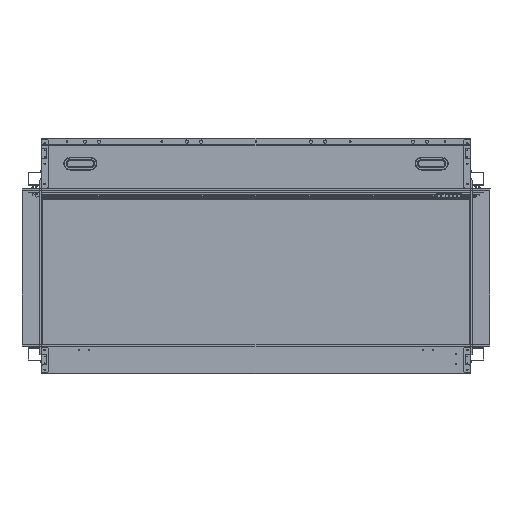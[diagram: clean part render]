
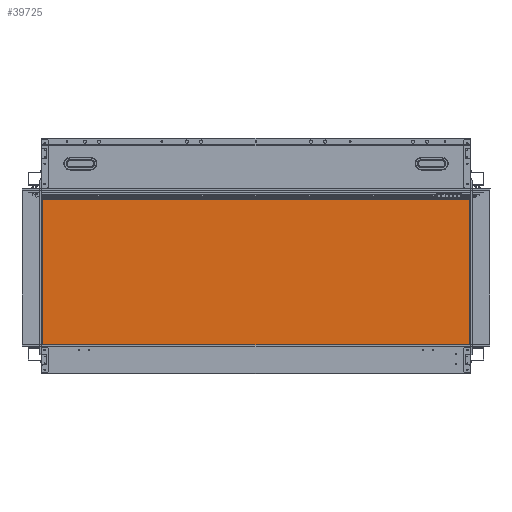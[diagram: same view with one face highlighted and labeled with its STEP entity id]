
A CAD part, top view. The second image highlights one B-rep face of the part: STEP entity #39725.
In plain terms, the highlighted planar face has unit normal (0, 0, 1).
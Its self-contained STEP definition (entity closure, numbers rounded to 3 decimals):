
#2425 = ORIENTED_EDGE ( 'NONE', *, *, #61331, .T. ) ;
#4470 = VERTEX_POINT ( 'NONE', #35375 ) ;
#4804 = VECTOR ( 'NONE', #54194, 1000. ) ;
#6312 = EDGE_LOOP ( 'NONE', ( #58886, #27990, #8600, #2425 ) ) ;
#8600 = ORIENTED_EDGE ( 'NONE', *, *, #22499, .T. ) ;
#10536 = VECTOR ( 'NONE', #45657, 1000. ) ;
#12108 = LINE ( 'NONE', #36479, #10536 ) ;
#14253 = LINE ( 'NONE', #48427, #36532 ) ;
#17316 = VERTEX_POINT ( 'NONE', #21625 ) ;
#19256 = CARTESIAN_POINT ( 'NONE',  ( -634., 516.9, 330. ) ) ;
#19324 = DIRECTION ( 'NONE',  ( 1., 0., 0. ) ) ;
#20630 = LINE ( 'NONE', #58335, #4804 ) ;
#21074 = EDGE_CURVE ( 'NONE', #4470, #49290, #12108, .T. ) ;
#21625 = CARTESIAN_POINT ( 'NONE',  ( -634., 77.5, 330. ) ) ;
#21669 = DIRECTION ( 'NONE',  ( 0., 0., 1. ) ) ;
#22499 = EDGE_CURVE ( 'NONE', #47586, #17316, #53066, .T. ) ;
#24262 = CARTESIAN_POINT ( 'NONE',  ( -634., 76.5, 330. ) ) ;
#24384 = VECTOR ( 'NONE', #43553, 1000. ) ;
#26719 = DIRECTION ( 'NONE',  ( 1., 0., 0. ) ) ;
#27990 = ORIENTED_EDGE ( 'NONE', *, *, #28521, .T. ) ;
#28521 = EDGE_CURVE ( 'NONE', #49290, #47586, #20630, .T. ) ;
#35375 = CARTESIAN_POINT ( 'NONE',  ( 634., 77.5, 330. ) ) ;
#36479 = CARTESIAN_POINT ( 'NONE',  ( 634., 76.5, 330. ) ) ;
#36532 = VECTOR ( 'NONE', #19324, 1000. ) ;
#39725 = ADVANCED_FACE ( 'NONE', ( #46345 ), #59983, .T. ) ;
#43553 = DIRECTION ( 'NONE',  ( 0., -1., 0. ) ) ;
#45657 = DIRECTION ( 'NONE',  ( 0., 1., 0. ) ) ;
#46017 = CARTESIAN_POINT ( 'NONE',  ( 634., 516.9, 330. ) ) ;
#46345 = FACE_OUTER_BOUND ( 'NONE', #6312, .T. ) ;
#46878 = AXIS2_PLACEMENT_3D ( 'NONE', #55234, #21669, #26719 ) ;
#47586 = VERTEX_POINT ( 'NONE', #19256 ) ;
#48427 = CARTESIAN_POINT ( 'NONE',  ( 0., 77.5, 330. ) ) ;
#49290 = VERTEX_POINT ( 'NONE', #46017 ) ;
#53066 = LINE ( 'NONE', #24262, #24384 ) ;
#54194 = DIRECTION ( 'NONE',  ( -1., 0., 0. ) ) ;
#55234 = CARTESIAN_POINT ( 'NONE',  ( 0., 76.5, 330. ) ) ;
#58335 = CARTESIAN_POINT ( 'NONE',  ( 0., 516.9, 330. ) ) ;
#58886 = ORIENTED_EDGE ( 'NONE', *, *, #21074, .T. ) ;
#59983 = PLANE ( 'NONE',  #46878 ) ;
#61331 = EDGE_CURVE ( 'NONE', #17316, #4470, #14253, .T. ) ;
